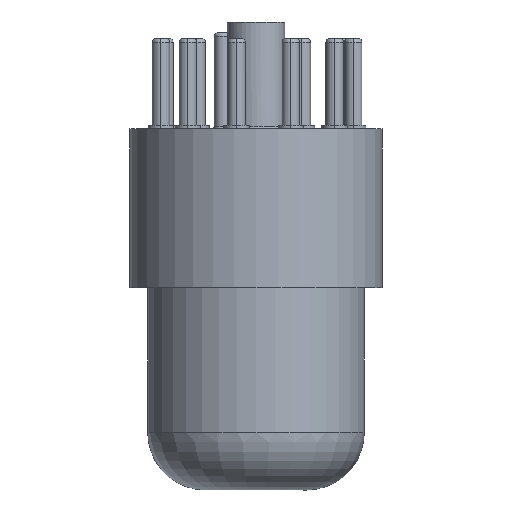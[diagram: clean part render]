
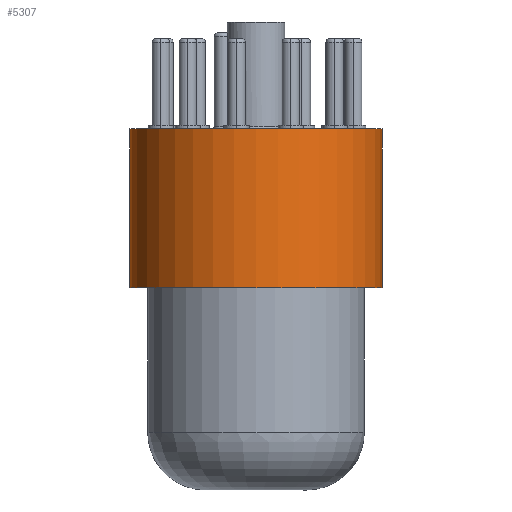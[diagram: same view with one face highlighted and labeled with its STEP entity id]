
A CAD part, left-side view. The second image highlights one B-rep face of the part: STEP entity #5307.
In plain terms, the highlighted cylindrical face has radius 17.5 mm (diameter 35 mm), a partial arc.
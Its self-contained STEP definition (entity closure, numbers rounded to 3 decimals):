
#286 = CYLINDRICAL_SURFACE ( 'NONE', #14160, 17.5 ) ;
#356 = FACE_OUTER_BOUND ( 'NONE', #8871, .T. ) ;
#450 = CARTESIAN_POINT ( 'NONE',  ( 0., 0., 17.5 ) ) ;
#478 = CARTESIAN_POINT ( 'NONE',  ( 0., 0., -17.5 ) ) ;
#627 = EDGE_CURVE ( 'NONE', #636, #2137, #2748, .T. ) ;
#636 = VERTEX_POINT ( 'NONE', #478 ) ;
#2137 = VERTEX_POINT ( 'NONE', #450 ) ;
#2253 = VECTOR ( 'NONE', #9383, 1000. ) ;
#2484 = EDGE_CURVE ( 'NONE', #6923, #636, #9852, .T. ) ;
#2748 = CIRCLE ( 'NONE', #14643, 17.5 ) ;
#3066 = CIRCLE ( 'NONE', #9543, 17.5 ) ;
#3361 = EDGE_CURVE ( 'NONE', #9160, #2137, #5894, .T. ) ;
#3551 = DIRECTION ( 'NONE',  ( 0., -1., 0. ) ) ;
#5160 = DIRECTION ( 'NONE',  ( 0., 0., 1. ) ) ;
#5189 = CARTESIAN_POINT ( 'NONE',  ( 0., 22., 0. ) ) ;
#5307 = ADVANCED_FACE ( 'NONE', ( #356 ), #286, .T. ) ;
#5465 = CARTESIAN_POINT ( 'NONE',  ( 0., 0., 0. ) ) ;
#5894 = LINE ( 'NONE', #10841, #6398 ) ;
#6398 = VECTOR ( 'NONE', #3551, 1000. ) ;
#6923 = VERTEX_POINT ( 'NONE', #7212 ) ;
#7066 = DIRECTION ( 'NONE',  ( 0., 0., 1. ) ) ;
#7212 = CARTESIAN_POINT ( 'NONE',  ( 0., 22., -17.5 ) ) ;
#7228 = DIRECTION ( 'NONE',  ( 0., 1., 0. ) ) ;
#7461 = ORIENTED_EDGE ( 'NONE', *, *, #3361, .F. ) ;
#7770 = DIRECTION ( 'NONE',  ( 0., 0., -1. ) ) ;
#8871 = EDGE_LOOP ( 'NONE', ( #7461, #14916, #12464, #10892 ) ) ;
#8953 = DIRECTION ( 'NONE',  ( 0., 1., 0. ) ) ;
#9160 = VERTEX_POINT ( 'NONE', #9315 ) ;
#9315 = CARTESIAN_POINT ( 'NONE',  ( 0., 22., 17.5 ) ) ;
#9383 = DIRECTION ( 'NONE',  ( 0., -1., 0. ) ) ;
#9543 = AXIS2_PLACEMENT_3D ( 'NONE', #9646, #7228, #7066 ) ;
#9646 = CARTESIAN_POINT ( 'NONE',  ( 0., 22., 0. ) ) ;
#9852 = LINE ( 'NONE', #14419, #2253 ) ;
#10841 = CARTESIAN_POINT ( 'NONE',  ( 0., 22., 17.5 ) ) ;
#10892 = ORIENTED_EDGE ( 'NONE', *, *, #627, .T. ) ;
#11674 = EDGE_CURVE ( 'NONE', #6923, #9160, #3066, .T. ) ;
#12464 = ORIENTED_EDGE ( 'NONE', *, *, #2484, .T. ) ;
#13945 = DIRECTION ( 'NONE',  ( 0., -1., 0. ) ) ;
#14160 = AXIS2_PLACEMENT_3D ( 'NONE', #5189, #13945, #7770 ) ;
#14419 = CARTESIAN_POINT ( 'NONE',  ( 0., 22., -17.5 ) ) ;
#14643 = AXIS2_PLACEMENT_3D ( 'NONE', #5465, #8953, #5160 ) ;
#14916 = ORIENTED_EDGE ( 'NONE', *, *, #11674, .F. ) ;
